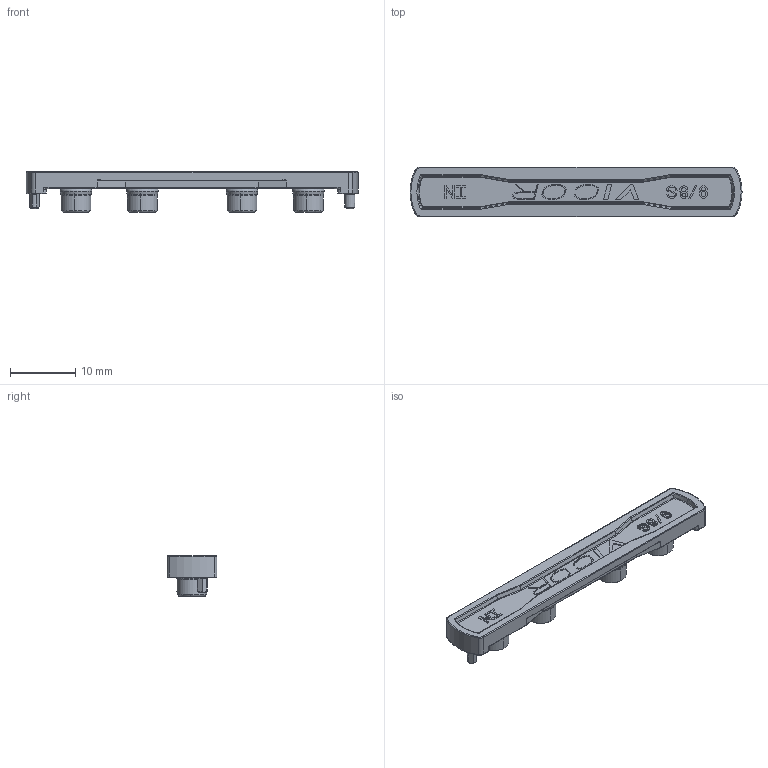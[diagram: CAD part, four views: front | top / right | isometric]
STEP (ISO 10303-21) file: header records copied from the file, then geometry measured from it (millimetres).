
FILE_DESCRIPTION (( 'STEP AP214' ), '1' );
FILE_NAME ('18374_18384_18366_18482-01-Input.STEP', '2012-08-16T14:58:22', ( 'Vicor User' ), ( 'Microsoft' ), 'SwSTEP 2.0', 'SolidWorks 2012', '' );
FILE_SCHEMA (( 'AUTOMOTIVE_DESIGN' ));
Length unit declared in the file: inch
Products named in the file (1): 18374_18384_18366_18482-01-Input
Bounding box: 50.8 x 7.62 x 6.17 mm (x, y, z)
Volume: 1046.9 mm3; surface area: 1389.3 mm2
Topology: 1 solids, 1 shells, 711 faces, 1894 edges, 1212 vertices
Faces by surface type: plane 449, bspline 216, cylinder 26, cone 20
Entity records: 29678 total; most frequent: CARTESIAN_POINT 12351, ORIENTED_EDGE 3788, DIRECTION 2665, EDGE_CURVE 1894, VECTOR 1365, LINE 1365, VERTEX_POINT 1212, EDGE_LOOP 738
